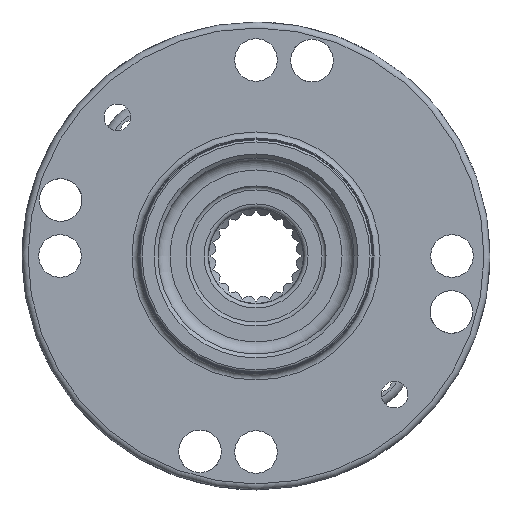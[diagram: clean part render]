
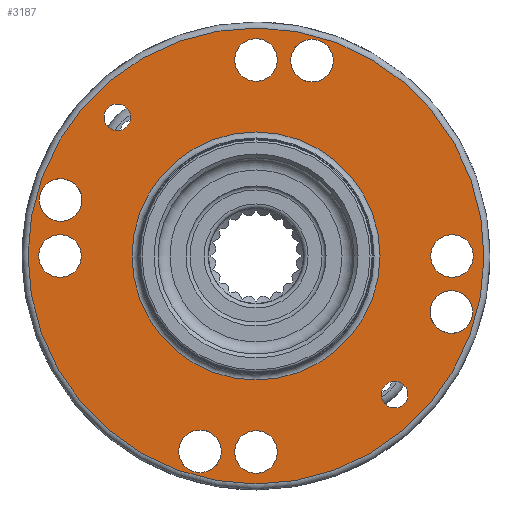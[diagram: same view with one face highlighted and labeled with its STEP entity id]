
A CAD part, left-side view. The second image highlights one B-rep face of the part: STEP entity #3187.
In plain terms, the highlighted planar face has unit normal (-1, 0, 0).
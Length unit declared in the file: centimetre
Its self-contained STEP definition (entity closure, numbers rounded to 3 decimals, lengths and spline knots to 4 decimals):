
#507=PLANE('',#3423);
#535=FACE_BOUND('',#824,.T.);
#536=FACE_BOUND('',#825,.T.);
#537=FACE_BOUND('',#826,.T.);
#538=FACE_BOUND('',#827,.T.);
#539=FACE_BOUND('',#828,.T.);
#540=FACE_BOUND('',#829,.T.);
#541=FACE_BOUND('',#830,.T.);
#542=FACE_BOUND('',#831,.T.);
#543=FACE_BOUND('',#832,.T.);
#544=FACE_BOUND('',#833,.T.);
#545=FACE_BOUND('',#834,.T.);
#621=FACE_OUTER_BOUND('',#823,.T.);
#823=EDGE_LOOP('',(#2222));
#824=EDGE_LOOP('',(#2223));
#825=EDGE_LOOP('',(#2224));
#826=EDGE_LOOP('',(#2225));
#827=EDGE_LOOP('',(#2226));
#828=EDGE_LOOP('',(#2227));
#829=EDGE_LOOP('',(#2228));
#830=EDGE_LOOP('',(#2229));
#831=EDGE_LOOP('',(#2230));
#832=EDGE_LOOP('',(#2231));
#833=EDGE_LOOP('',(#2232));
#834=EDGE_LOOP('',(#2233));
#1099=CIRCLE('',#3421,0.5325);
#1101=CIRCLE('',#3424,5.7);
#1102=CIRCLE('',#3425,3.1);
#1103=CIRCLE('',#3426,0.3325);
#1104=CIRCLE('',#3427,0.3325);
#1105=CIRCLE('',#3428,0.5325);
#1106=CIRCLE('',#3429,0.5325);
#1107=CIRCLE('',#3430,0.5325);
#1108=CIRCLE('',#3431,0.5325);
#1109=CIRCLE('',#3432,0.5325);
#1110=CIRCLE('',#3433,0.5325);
#1111=CIRCLE('',#3434,0.5325);
#1304=VERTEX_POINT('',#5673);
#1306=VERTEX_POINT('',#5700);
#1307=VERTEX_POINT('',#5702);
#1308=VERTEX_POINT('',#5704);
#1309=VERTEX_POINT('',#5706);
#1310=VERTEX_POINT('',#5708);
#1311=VERTEX_POINT('',#5710);
#1312=VERTEX_POINT('',#5712);
#1313=VERTEX_POINT('',#5714);
#1314=VERTEX_POINT('',#5716);
#1315=VERTEX_POINT('',#5718);
#1316=VERTEX_POINT('',#5720);
#1676=EDGE_CURVE('',#1304,#1304,#1099,.T.);
#1679=EDGE_CURVE('',#1306,#1306,#1101,.T.);
#1680=EDGE_CURVE('',#1307,#1307,#1102,.T.);
#1681=EDGE_CURVE('',#1308,#1308,#1103,.T.);
#1682=EDGE_CURVE('',#1309,#1309,#1104,.T.);
#1683=EDGE_CURVE('',#1310,#1310,#1105,.T.);
#1684=EDGE_CURVE('',#1311,#1311,#1106,.T.);
#1685=EDGE_CURVE('',#1312,#1312,#1107,.T.);
#1686=EDGE_CURVE('',#1313,#1313,#1108,.T.);
#1687=EDGE_CURVE('',#1314,#1314,#1109,.T.);
#1688=EDGE_CURVE('',#1315,#1315,#1110,.T.);
#1689=EDGE_CURVE('',#1316,#1316,#1111,.T.);
#2222=ORIENTED_EDGE('',*,*,#1679,.T.);
#2223=ORIENTED_EDGE('',*,*,#1680,.T.);
#2224=ORIENTED_EDGE('',*,*,#1681,.T.);
#2225=ORIENTED_EDGE('',*,*,#1682,.T.);
#2226=ORIENTED_EDGE('',*,*,#1683,.T.);
#2227=ORIENTED_EDGE('',*,*,#1684,.T.);
#2228=ORIENTED_EDGE('',*,*,#1685,.T.);
#2229=ORIENTED_EDGE('',*,*,#1686,.T.);
#2230=ORIENTED_EDGE('',*,*,#1676,.T.);
#2231=ORIENTED_EDGE('',*,*,#1687,.T.);
#2232=ORIENTED_EDGE('',*,*,#1688,.T.);
#2233=ORIENTED_EDGE('',*,*,#1689,.T.);
#3187=ADVANCED_FACE('',(#621,#535,#536,#537,#538,#539,#540,#541,#542,#543,
#544,#545),#507,.T.);
#3421=AXIS2_PLACEMENT_3D('',#5674,#3846,#3847);
#3423=AXIS2_PLACEMENT_3D('',#5699,#3850,#3851);
#3424=AXIS2_PLACEMENT_3D('',#5701,#3852,#3853);
#3425=AXIS2_PLACEMENT_3D('',#5703,#3854,#3855);
#3426=AXIS2_PLACEMENT_3D('',#5705,#3856,#3857);
#3427=AXIS2_PLACEMENT_3D('',#5707,#3858,#3859);
#3428=AXIS2_PLACEMENT_3D('',#5709,#3860,#3861);
#3429=AXIS2_PLACEMENT_3D('',#5711,#3862,#3863);
#3430=AXIS2_PLACEMENT_3D('',#5713,#3864,#3865);
#3431=AXIS2_PLACEMENT_3D('',#5715,#3866,#3867);
#3432=AXIS2_PLACEMENT_3D('',#5717,#3868,#3869);
#3433=AXIS2_PLACEMENT_3D('',#5719,#3870,#3871);
#3434=AXIS2_PLACEMENT_3D('',#5721,#3872,#3873);
#3846=DIRECTION('center_axis',(1.,0.,0.));
#3847=DIRECTION('ref_axis',(0.,0.,1.));
#3850=DIRECTION('center_axis',(-1.,0.,0.));
#3851=DIRECTION('ref_axis',(0.,0.,-1.));
#3852=DIRECTION('center_axis',(-1.,0.,0.));
#3853=DIRECTION('ref_axis',(0.,0.,-1.));
#3854=DIRECTION('center_axis',(1.,0.,0.));
#3855=DIRECTION('ref_axis',(0.,0.,1.));
#3856=DIRECTION('center_axis',(1.,0.,0.));
#3857=DIRECTION('ref_axis',(0.,0.,1.));
#3858=DIRECTION('center_axis',(1.,0.,0.));
#3859=DIRECTION('ref_axis',(0.,0.,1.));
#3860=DIRECTION('center_axis',(1.,0.,0.));
#3861=DIRECTION('ref_axis',(0.,0.,1.));
#3862=DIRECTION('center_axis',(1.,0.,0.));
#3863=DIRECTION('ref_axis',(0.,-1.,0.));
#3864=DIRECTION('center_axis',(1.,0.,0.));
#3865=DIRECTION('ref_axis',(0.,0.,-1.));
#3866=DIRECTION('center_axis',(1.,0.,0.));
#3867=DIRECTION('ref_axis',(0.,1.,0.));
#3868=DIRECTION('center_axis',(1.,0.,0.));
#3869=DIRECTION('ref_axis',(0.,1.,0.));
#3870=DIRECTION('center_axis',(1.,0.,0.));
#3871=DIRECTION('ref_axis',(0.,0.,-1.));
#3872=DIRECTION('center_axis',(1.,0.,0.));
#3873=DIRECTION('ref_axis',(0.,-1.,0.));
#5673=CARTESIAN_POINT('',(-5.45,1.4002,-5.4157));
#5674=CARTESIAN_POINT('Origin',(-5.45,1.4002,-4.8832));
#5699=CARTESIAN_POINT('Origin',(-5.45,0.,0.));
#5700=CARTESIAN_POINT('',(-5.45,0.,-5.7));
#5701=CARTESIAN_POINT('Origin',(-5.45,0.,0.));
#5702=CARTESIAN_POINT('',(-5.45,0.,3.1));
#5703=CARTESIAN_POINT('Origin',(-5.45,0.,0.));
#5704=CARTESIAN_POINT('',(-5.45,3.4648,3.7973));
#5705=CARTESIAN_POINT('Origin',(-5.45,3.4648,3.4648));
#5706=CARTESIAN_POINT('',(-5.45,-3.4648,-3.1323));
#5707=CARTESIAN_POINT('Origin',(-5.45,-3.4648,-3.4648));
#5708=CARTESIAN_POINT('',(-5.45,0.,-4.3675));
#5709=CARTESIAN_POINT('Origin',(-5.45,0.,-4.9));
#5710=CARTESIAN_POINT('',(-5.45,4.3675,0.));
#5711=CARTESIAN_POINT('Origin',(-5.45,4.9,0.));
#5712=CARTESIAN_POINT('',(-5.45,0.,4.3675));
#5713=CARTESIAN_POINT('Origin',(-5.45,0.,4.9));
#5714=CARTESIAN_POINT('',(-5.45,-4.3675,0.));
#5715=CARTESIAN_POINT('Origin',(-5.45,-4.9,0.));
#5716=CARTESIAN_POINT('',(-5.45,5.4157,1.4002));
#5717=CARTESIAN_POINT('Origin',(-5.45,4.8832,1.4002));
#5718=CARTESIAN_POINT('',(-5.45,-1.4002,5.4157));
#5719=CARTESIAN_POINT('Origin',(-5.45,-1.4002,4.8832));
#5720=CARTESIAN_POINT('',(-5.45,-5.4157,-1.4002));
#5721=CARTESIAN_POINT('Origin',(-5.45,-4.8832,-1.4002));
